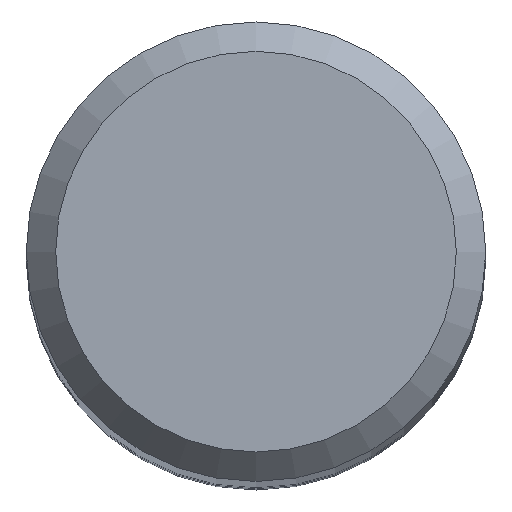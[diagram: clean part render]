
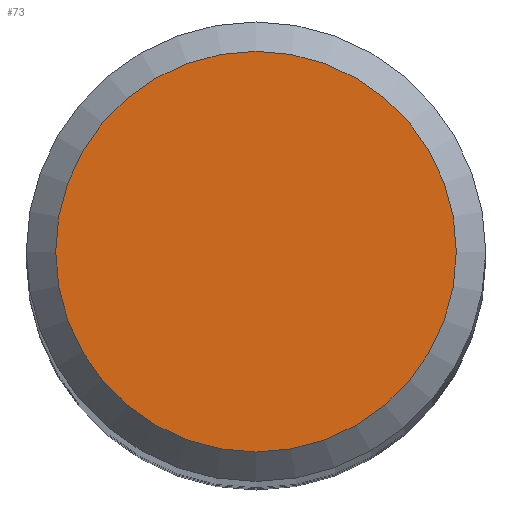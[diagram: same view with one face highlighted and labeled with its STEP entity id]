
A CAD part, top view. The second image highlights one B-rep face of the part: STEP entity #73.
In plain terms, the highlighted planar face has unit normal (0, 0, 1).
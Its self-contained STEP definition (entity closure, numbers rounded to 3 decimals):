
#73=ADVANCED_FACE('',(#88),#83,.T.);
#83=PLANE('',#193);
#88=FACE_OUTER_BOUND('',#93,.T.);
#93=EDGE_LOOP('',(#107));
#107=ORIENTED_EDGE('',*,*,#129,.F.);
#121=VERTEX_POINT('',#273);
#129=EDGE_CURVE('',#121,#121,#136,.T.);
#136=CIRCLE('',#192,2.076);
#192=AXIS2_PLACEMENT_3D('',#272,#217,#218);
#193=AXIS2_PLACEMENT_3D('',#274,#219,#220);
#217=DIRECTION('',(0.,0.,-1.));
#218=DIRECTION('',(-1.,0.,0.));
#219=DIRECTION('',(0.,0.,1.));
#220=DIRECTION('',(-1.,0.,0.));
#272=CARTESIAN_POINT('',(0.,0.,36.));
#273=CARTESIAN_POINT('',(-2.076,0.,36.));
#274=CARTESIAN_POINT('',(2.076,0.,36.));
